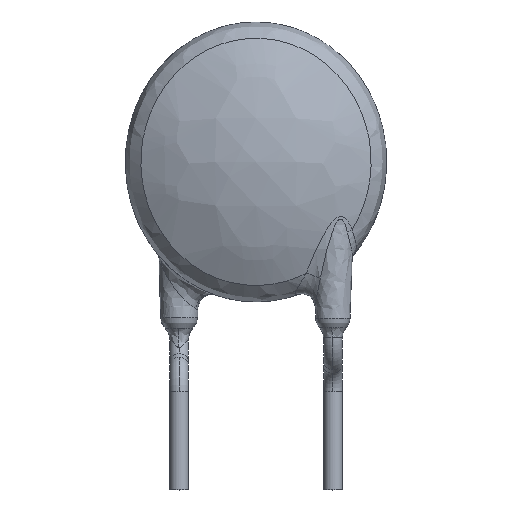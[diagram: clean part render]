
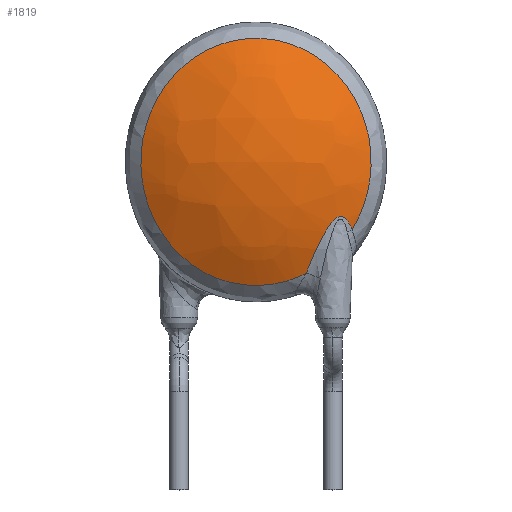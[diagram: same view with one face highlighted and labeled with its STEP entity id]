
A CAD part, top view. The second image highlights one B-rep face of the part: STEP entity #1819.
In plain terms, the highlighted free-form (B-spline) face has degree [3, 3] with [4, 4] control points.
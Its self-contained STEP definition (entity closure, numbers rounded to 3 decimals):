
#1397 = EDGE_CURVE('',#1398,#1400,#1402,.T.);
#1398 = VERTEX_POINT('',#1399);
#1399 = CARTESIAN_POINT('',(3.129,-2.204,
    1.562));
#1400 = VERTEX_POINT('',#1401);
#1401 = CARTESIAN_POINT('',(1.634,-3.615,
    1.559));
#1402 = B_SPLINE_CURVE_WITH_KNOTS('',3,(#1403,#1404,#1405,#1406,#1407,
    #1408,#1409,#1410,#1411,#1412,#1413,#1414,#1415,#1416,#1417,#1418,
    #1419,#1420,#1421,#1422,#1423,#1424,#1425,#1426,#1427,#1428,#1429,
    #1430,#1431,#1432,#1433,#1434,#1435,#1436,#1437,#1438,#1439,#1440,
    #1441,#1442,#1443,#1444,#1445,#1446,#1447,#1448,#1449,#1450,#1451,
    #1452,#1453,#1454,#1455,#1456,#1457,#1458,#1459,#1460),
  .UNSPECIFIED.,.F.,.F.,(4,2,2,2,2,2,2,2,2,2,2,2,2,2,2,2,2,2,2,2,2,2,2,2
    ,2,2,2,2,4),(0.004,0.005,0.006
    ,0.007,0.007,0.008,
    0.009,0.01,0.011,
    0.012,0.012,0.014,
    0.014,0.015,0.016,
    0.016,0.017,0.018,
    0.019,0.019,0.02,
    0.021,0.022,0.023,
    0.024,0.024,0.025,
    0.026,0.026),.UNSPECIFIED.);
#1403 = CARTESIAN_POINT('',(3.129,-2.204,
    1.562));
#1404 = CARTESIAN_POINT('',(3.37,-1.81,1.563
    ));
#1405 = CARTESIAN_POINT('',(3.545,-1.368,
    1.564));
#1406 = CARTESIAN_POINT('',(3.693,-0.691,
    1.564));
#1407 = CARTESIAN_POINT('',(3.724,-0.462,
    1.564));
#1408 = CARTESIAN_POINT('',(3.749,0.005,
    1.564));
#1409 = CARTESIAN_POINT('',(3.742,0.238,1.564
    ));
#1410 = CARTESIAN_POINT('',(3.692,0.698,1.564
    ));
#1411 = CARTESIAN_POINT('',(3.649,0.925,1.564
    ));
#1412 = CARTESIAN_POINT('',(3.523,1.376,1.564
    ));
#1413 = CARTESIAN_POINT('',(3.442,1.594,1.563)
  );
#1414 = CARTESIAN_POINT('',(3.148,2.223,1.563
    ));
#1415 = CARTESIAN_POINT('',(2.877,2.614,1.562
    ));
#1416 = CARTESIAN_POINT('',(2.385,3.105,1.561)
  );
#1417 = CARTESIAN_POINT('',(2.204,3.256,1.56
    ));
#1418 = CARTESIAN_POINT('',(1.82,3.52,1.559)
  );
#1419 = CARTESIAN_POINT('',(1.618,3.632,1.559
    ));
#1420 = CARTESIAN_POINT('',(1.191,3.818,1.559
    ));
#1421 = CARTESIAN_POINT('',(0.967,3.89,1.558
    ));
#1422 = CARTESIAN_POINT('',(0.514,3.989,1.558
    ));
#1423 = CARTESIAN_POINT('',(0.284,4.015,1.558)
  );
#1424 = CARTESIAN_POINT('',(-0.419,4.025,
    1.558));
#1425 = CARTESIAN_POINT('',(-0.888,3.935,1.558
    ));
#1426 = CARTESIAN_POINT('',(-1.53,3.676,
    1.559));
#1427 = CARTESIAN_POINT('',(-1.737,3.568,1.559)
  );
#1428 = CARTESIAN_POINT('',(-2.129,3.314,
    1.56));
#1429 = CARTESIAN_POINT('',(-2.31,3.17,
    1.56));
#1430 = CARTESIAN_POINT('',(-2.645,2.853,
    1.561));
#1431 = CARTESIAN_POINT('',(-2.798,2.679,1.562
    ));
#1432 = CARTESIAN_POINT('',(-3.076,2.301,
    1.562));
#1433 = CARTESIAN_POINT('',(-3.196,2.104,
    1.563));
#1434 = CARTESIAN_POINT('',(-3.402,1.691,
    1.563));
#1435 = CARTESIAN_POINT('',(-3.488,1.476,1.563
    ));
#1436 = CARTESIAN_POINT('',(-3.624,1.029,
    1.564));
#1437 = CARTESIAN_POINT('',(-3.674,0.802,
    1.564));
#1438 = CARTESIAN_POINT('',(-3.735,0.344,
    1.564));
#1439 = CARTESIAN_POINT('',(-3.747,0.113,
    1.564));
#1440 = CARTESIAN_POINT('',(-3.734,-0.353,
    1.564));
#1441 = CARTESIAN_POINT('',(-3.709,-0.586,
    1.564));
#1442 = CARTESIAN_POINT('',(-3.621,-1.04,1.564
    ));
#1443 = CARTESIAN_POINT('',(-3.56,-1.263,
    1.564));
#1444 = CARTESIAN_POINT('',(-3.398,-1.701,
    1.563));
#1445 = CARTESIAN_POINT('',(-3.298,-1.913,
    1.563));
#1446 = CARTESIAN_POINT('',(-2.952,-2.514,
    1.562));
#1447 = CARTESIAN_POINT('',(-2.648,-2.88,
    1.561));
#1448 = CARTESIAN_POINT('',(-2.114,-3.325,
    1.56));
#1449 = CARTESIAN_POINT('',(-1.92,-3.458,
    1.56));
#1450 = CARTESIAN_POINT('',(-1.513,-3.684,1.559
    ));
#1451 = CARTESIAN_POINT('',(-1.301,-3.776,
    1.559));
#1452 = CARTESIAN_POINT('',(-0.858,-3.92,
    1.558));
#1453 = CARTESIAN_POINT('',(-0.628,-3.97,
    1.558));
#1454 = CARTESIAN_POINT('',(-0.165,-4.023,
    1.558));
#1455 = CARTESIAN_POINT('',(0.07,-4.026,
    1.558));
#1456 = CARTESIAN_POINT('',(0.538,-3.985,1.558)
  );
#1457 = CARTESIAN_POINT('',(0.766,-3.941,
    1.558));
#1458 = CARTESIAN_POINT('',(1.21,-3.811,1.559
    ));
#1459 = CARTESIAN_POINT('',(1.427,-3.723,
    1.559));
#1460 = CARTESIAN_POINT('',(1.634,-3.615,
    1.559));
#1819 = ADVANCED_FACE('',(#1820),#1846,.T.);
#1820 = FACE_BOUND('',#1821,.T.);
#1821 = EDGE_LOOP('',(#1822,#1823));
#1822 = ORIENTED_EDGE('',*,*,#1397,.T.);
#1823 = ORIENTED_EDGE('',*,*,#1824,.T.);
#1824 = EDGE_CURVE('',#1400,#1398,#1825,.T.);
#1825 = B_SPLINE_CURVE_WITH_KNOTS('',3,(#1826,#1827,#1828,#1829,#1830,
    #1831,#1832,#1833,#1834,#1835,#1836,#1837,#1838,#1839,#1840,#1841,
    #1842,#1843,#1844,#1845),.UNSPECIFIED.,.F.,.F.,(4,2,2,2,2,2,2,2,2,4)
  ,(0.,0.001,0.001,
    0.002,0.002,0.002,
    0.002,0.002,0.003,
    0.003),.UNSPECIFIED.);
#1826 = CARTESIAN_POINT('',(1.634,-3.615,
    1.559));
#1827 = CARTESIAN_POINT('',(1.711,-3.4,
    1.643));
#1828 = CARTESIAN_POINT('',(1.798,-3.184,
    1.712));
#1829 = CARTESIAN_POINT('',(1.993,-2.753,
    1.822));
#1830 = CARTESIAN_POINT('',(2.098,-2.539,1.863
    ));
#1831 = CARTESIAN_POINT('',(2.28,-2.224,
    1.897));
#1832 = CARTESIAN_POINT('',(2.344,-2.12,
    1.904));
#1833 = CARTESIAN_POINT('',(2.454,-1.975,
    1.902));
#1834 = CARTESIAN_POINT('',(2.493,-1.929,1.9
    ));
#1835 = CARTESIAN_POINT('',(2.58,-1.845,1.888)
  );
#1836 = CARTESIAN_POINT('',(2.63,-1.807,
    1.878));
#1837 = CARTESIAN_POINT('',(2.713,-1.778,
    1.852));
#1838 = CARTESIAN_POINT('',(2.742,-1.774,
    1.841));
#1839 = CARTESIAN_POINT('',(2.799,-1.778,
    1.818));
#1840 = CARTESIAN_POINT('',(2.826,-1.787,1.805
    ));
#1841 = CARTESIAN_POINT('',(2.898,-1.827,1.765
    ));
#1842 = CARTESIAN_POINT('',(2.938,-1.867,1.739
    ));
#1843 = CARTESIAN_POINT('',(3.039,-1.999,1.662
    ));
#1844 = CARTESIAN_POINT('',(3.087,-2.1,
    1.612));
#1845 = CARTESIAN_POINT('',(3.129,-2.204,
    1.562));
#1846 = ( BOUNDED_SURFACE() B_SPLINE_SURFACE(3,3,(
    (#1847,#1848,#1849,#1850)
    ,(#1851,#1852,#1853,#1854)
    ,(#1855,#1856,#1857,#1858)
    ,(#1859,#1860,#1861,#1862
)),.UNSPECIFIED.,.F.,.F.,.F.) B_SPLINE_SURFACE_WITH_KNOTS((4,4),(4,4),(
    0.,1.),(0.,1.),.PIECEWISE_BEZIER_KNOTS.) 
GEOMETRIC_REPRESENTATION_ITEM() RATIONAL_B_SPLINE_SURFACE((
    (1.,0.911,0.911,1.)
    ,(0.911,0.83,0.83,0.911)
    ,(0.911,0.83,0.83,0.911)
,(1.,0.911,0.911,1.
))) REPRESENTATION_ITEM('') SURFACE() );
#1847 = CARTESIAN_POINT('',(3.288,-4.063,
    0.654));
#1848 = CARTESIAN_POINT('',(1.202,-4.063,
    1.857));
#1849 = CARTESIAN_POINT('',(-1.206,-4.063,
    1.856));
#1850 = CARTESIAN_POINT('',(-3.291,-4.063,
    0.652));
#1851 = CARTESIAN_POINT('',(3.981,-1.487,1.856
    ));
#1852 = CARTESIAN_POINT('',(1.455,-1.487,
    3.313));
#1853 = CARTESIAN_POINT('',(-1.46,-1.487,
    3.312));
#1854 = CARTESIAN_POINT('',(-3.985,-1.487,
    1.854));
#1855 = CARTESIAN_POINT('',(3.981,1.487,1.856)
  );
#1856 = CARTESIAN_POINT('',(1.455,1.487,3.313
    ));
#1857 = CARTESIAN_POINT('',(-1.46,1.487,
    3.312));
#1858 = CARTESIAN_POINT('',(-3.985,1.487,
    1.854));
#1859 = CARTESIAN_POINT('',(3.288,4.063,0.654
    ));
#1860 = CARTESIAN_POINT('',(1.202,4.063,1.857
    ));
#1861 = CARTESIAN_POINT('',(-1.206,4.063,1.856
    ));
#1862 = CARTESIAN_POINT('',(-3.291,4.063,0.652
    ));
